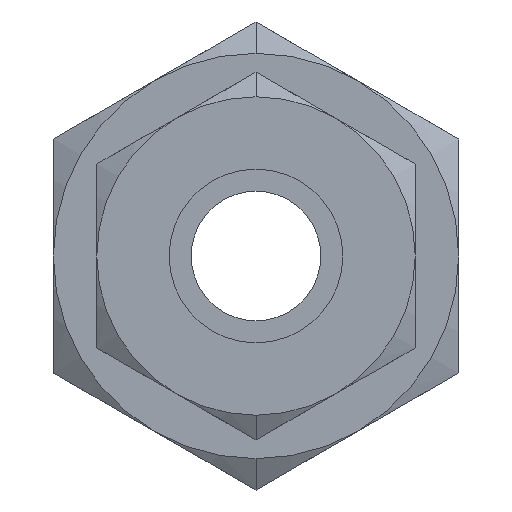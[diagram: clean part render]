
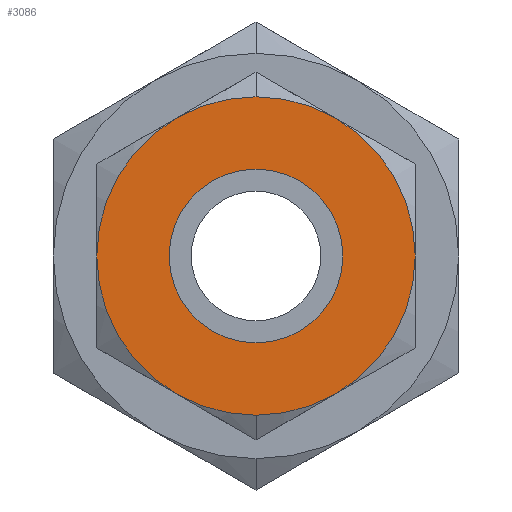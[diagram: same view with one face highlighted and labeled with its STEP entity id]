
A CAD part, left-side view. The second image highlights one B-rep face of the part: STEP entity #3086.
In plain terms, the highlighted planar face has unit normal (-1, 0, 0).
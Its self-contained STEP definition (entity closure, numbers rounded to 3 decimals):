
#323 = VERTEX_POINT ( 'NONE', #5245 ) ;
#539 = VERTEX_POINT ( 'NONE', #1331 ) ;
#765 = CIRCLE ( 'NONE', #2433, 8.73 ) ;
#809 = AXIS2_PLACEMENT_3D ( 'NONE', #6357, #4179, #2867 ) ;
#825 = CARTESIAN_POINT ( 'NONE',  ( 0., 0., 4.365 ) ) ;
#1065 = CARTESIAN_POINT ( 'NONE',  ( 0., 0., 0. ) ) ;
#1331 = CARTESIAN_POINT ( 'NONE',  ( 0., 0., -4.76 ) ) ;
#1526 = EDGE_LOOP ( 'NONE', ( #5859, #4068 ) ) ;
#1606 = EDGE_CURVE ( 'NONE', #2261, #323, #765, .T. ) ;
#1611 = CARTESIAN_POINT ( 'NONE',  ( 0., 0., 0. ) ) ;
#1842 = EDGE_CURVE ( 'NONE', #2449, #539, #6059, .T. ) ;
#2261 = VERTEX_POINT ( 'NONE', #4697 ) ;
#2433 = AXIS2_PLACEMENT_3D ( 'NONE', #3300, #8245, #7031 ) ;
#2449 = VERTEX_POINT ( 'NONE', #8965 ) ;
#2867 = DIRECTION ( 'NONE',  ( 0., 0., -1. ) ) ;
#3086 = ADVANCED_FACE ( 'NONE', ( #8480, #4746 ), #7624, .T. ) ;
#3300 = CARTESIAN_POINT ( 'NONE',  ( 0., 0., 0. ) ) ;
#3477 = AXIS2_PLACEMENT_3D ( 'NONE', #825, #4417, #8664 ) ;
#3770 = DIRECTION ( 'NONE',  ( 1., 0., 0. ) ) ;
#4068 = ORIENTED_EDGE ( 'NONE', *, *, #1842, .T. ) ;
#4088 = DIRECTION ( 'NONE',  ( 1., 0., 0. ) ) ;
#4092 = EDGE_CURVE ( 'NONE', #539, #2449, #4282, .T. ) ;
#4179 = DIRECTION ( 'NONE',  ( 1., 0., 0. ) ) ;
#4282 = CIRCLE ( 'NONE', #809, 4.76 ) ;
#4417 = DIRECTION ( 'NONE',  ( -1., 0., 0. ) ) ;
#4488 = DIRECTION ( 'NONE',  ( 0., 0., 1. ) ) ;
#4658 = DIRECTION ( 'NONE',  ( 0., 0., 1. ) ) ;
#4697 = CARTESIAN_POINT ( 'NONE',  ( 0., 0., -8.73 ) ) ;
#4746 = FACE_OUTER_BOUND ( 'NONE', #8433, .T. ) ;
#5245 = CARTESIAN_POINT ( 'NONE',  ( 0., 0., 8.73 ) ) ;
#5859 = ORIENTED_EDGE ( 'NONE', *, *, #4092, .T. ) ;
#5928 = CIRCLE ( 'NONE', #9258, 8.73 ) ;
#6059 = CIRCLE ( 'NONE', #8479, 4.76 ) ;
#6357 = CARTESIAN_POINT ( 'NONE',  ( 0., 0., 0. ) ) ;
#7031 = DIRECTION ( 'NONE',  ( 0., 0., -1. ) ) ;
#7605 = EDGE_CURVE ( 'NONE', #323, #2261, #5928, .T. ) ;
#7624 = PLANE ( 'NONE',  #3477 ) ;
#8245 = DIRECTION ( 'NONE',  ( 1., 0., 0. ) ) ;
#8433 = EDGE_LOOP ( 'NONE', ( #9050, #8529 ) ) ;
#8479 = AXIS2_PLACEMENT_3D ( 'NONE', #1065, #4088, #4658 ) ;
#8480 = FACE_BOUND ( 'NONE', #1526, .T. ) ;
#8529 = ORIENTED_EDGE ( 'NONE', *, *, #1606, .F. ) ;
#8664 = DIRECTION ( 'NONE',  ( 0., 0., 1. ) ) ;
#8965 = CARTESIAN_POINT ( 'NONE',  ( 0., 0., 4.76 ) ) ;
#9050 = ORIENTED_EDGE ( 'NONE', *, *, #7605, .F. ) ;
#9258 = AXIS2_PLACEMENT_3D ( 'NONE', #1611, #3770, #4488 ) ;
